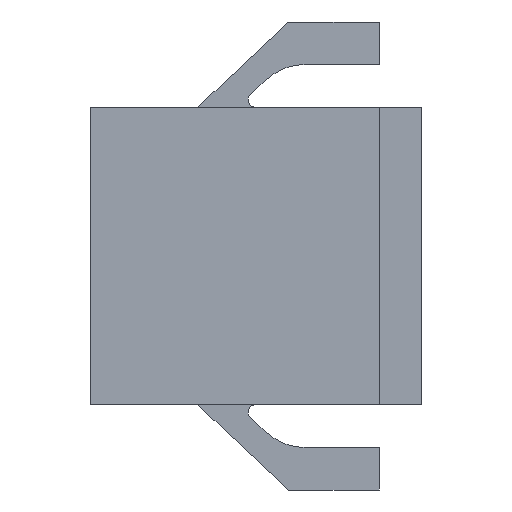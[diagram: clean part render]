
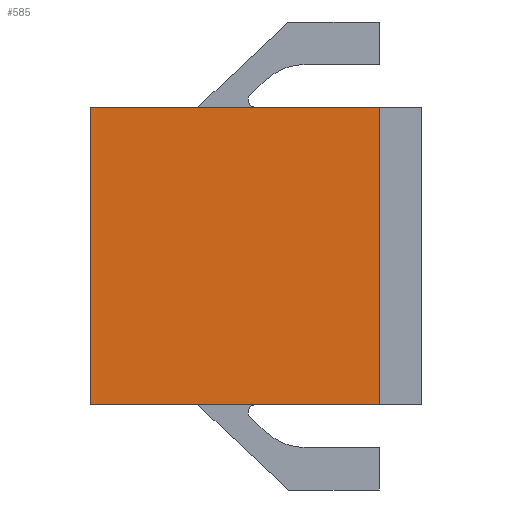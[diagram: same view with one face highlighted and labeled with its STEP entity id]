
A CAD part, front view. The second image highlights one B-rep face of the part: STEP entity #585.
In plain terms, the highlighted planar face has unit normal (0, -1, 0).
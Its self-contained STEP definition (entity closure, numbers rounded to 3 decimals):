
#326 = VERTEX_POINT ( 'NONE', #1321 ) ;
#363 = VERTEX_POINT ( 'NONE', #1400 ) ;
#387 = VERTEX_POINT ( 'NONE', #1427 ) ;
#389 = EDGE_CURVE ( 'NONE', #387, #326, #1426, .T. ) ;
#442 = EDGE_CURVE ( 'NONE', #326, #363, #1522, .T. ) ;
#571 = VERTEX_POINT ( 'NONE', #1734 ) ;
#573 = EDGE_CURVE ( 'NONE', #387, #571, #1733, .T. ) ;
#585 = ADVANCED_FACE ( 'NONE', ( #1715 ), #1712, .F. ) ;
#586 = EDGE_LOOP ( 'NONE', ( #776, #775, #760, #761 ) ) ;
#760 = ORIENTED_EDGE ( 'NONE', *, *, #389, .F. ) ;
#761 = ORIENTED_EDGE ( 'NONE', *, *, #573, .T. ) ;
#774 = EDGE_CURVE ( 'NONE', #571, #363, #2040, .T. ) ;
#775 = ORIENTED_EDGE ( 'NONE', *, *, #442, .F. ) ;
#776 = ORIENTED_EDGE ( 'NONE', *, *, #774, .T. ) ;
#1321 = CARTESIAN_POINT ( 'NONE',  ( 10.2, -2.5, 5.25 ) ) ;
#1400 = CARTESIAN_POINT ( 'NONE',  ( 10.2, -2.5, -5.25 ) ) ;
#1423 = DIRECTION ( 'NONE',  ( 1., 0., 0. ) ) ;
#1424 = VECTOR ( 'NONE', #1423, 1000. ) ;
#1425 = CARTESIAN_POINT ( 'NONE',  ( 10.2, -2.5, 5.25 ) ) ;
#1426 = LINE ( 'NONE', #1425, #1424 ) ;
#1427 = CARTESIAN_POINT ( 'NONE',  ( 0., -2.5, 5.25 ) ) ;
#1519 = DIRECTION ( 'NONE',  ( 0., 0., -1. ) ) ;
#1520 = VECTOR ( 'NONE', #1519, 1000. ) ;
#1521 = CARTESIAN_POINT ( 'NONE',  ( 10.2, -2.5, 5.25 ) ) ;
#1522 = LINE ( 'NONE', #1521, #1520 ) ;
#1708 = DIRECTION ( 'NONE',  ( -1., 0., 0. ) ) ;
#1709 = DIRECTION ( 'NONE',  ( 0., 1., 0. ) ) ;
#1710 = CARTESIAN_POINT ( 'NONE',  ( 10.2, -2.5, 5.25 ) ) ;
#1711 = AXIS2_PLACEMENT_3D ( 'NONE', #1710, #1709, #1708 ) ;
#1712 = PLANE ( 'NONE',  #1711 ) ;
#1715 = FACE_OUTER_BOUND ( 'NONE', #586, .T. ) ;
#1730 = DIRECTION ( 'NONE',  ( 0., 0., -1. ) ) ;
#1731 = VECTOR ( 'NONE', #1730, 1000. ) ;
#1732 = CARTESIAN_POINT ( 'NONE',  ( 0., -2.5, 5.25 ) ) ;
#1733 = LINE ( 'NONE', #1732, #1731 ) ;
#1734 = CARTESIAN_POINT ( 'NONE',  ( 0., -2.5, -5.25 ) ) ;
#2037 = DIRECTION ( 'NONE',  ( 1., 0., 0. ) ) ;
#2038 = VECTOR ( 'NONE', #2037, 1000. ) ;
#2039 = CARTESIAN_POINT ( 'NONE',  ( 10.2, -2.5, -5.25 ) ) ;
#2040 = LINE ( 'NONE', #2039, #2038 ) ;
